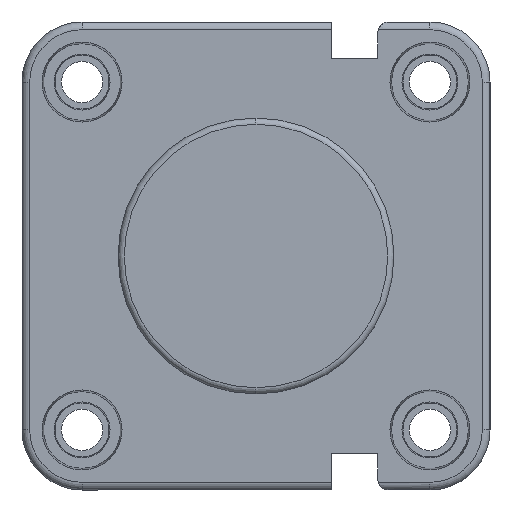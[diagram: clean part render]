
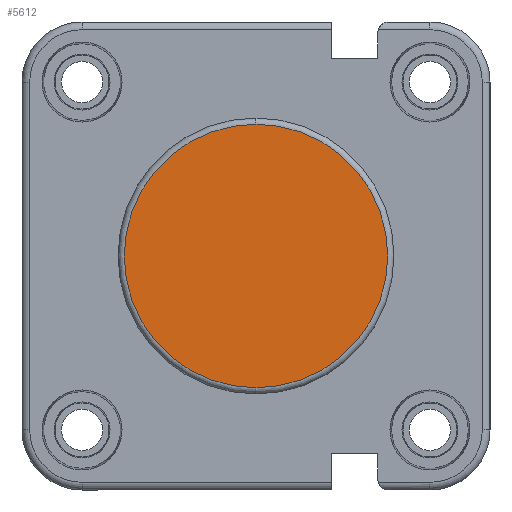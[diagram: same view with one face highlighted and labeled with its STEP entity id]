
A CAD part, left-side view. The second image highlights one B-rep face of the part: STEP entity #5612.
In plain terms, the highlighted planar face has unit normal (-1, 0, 0).
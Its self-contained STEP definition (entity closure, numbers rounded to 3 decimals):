
#230 = DIRECTION ( 'NONE',  ( 0., 0., 1. ) ) ;
#2843 = FACE_OUTER_BOUND ( 'NONE', #15725, .T. ) ;
#3206 = CARTESIAN_POINT ( 'NONE',  ( 0., 0., 0. ) ) ;
#3226 = PLANE ( 'NONE',  #5276 ) ;
#5104 = EDGE_CURVE ( 'NONE', #12144, #14380, #16380, .T. ) ;
#5276 = AXIS2_PLACEMENT_3D ( 'NONE', #8009, #12687, #230 ) ;
#5330 = CARTESIAN_POINT ( 'NONE',  ( 0., 0., 0. ) ) ;
#5612 = ADVANCED_FACE ( 'NONE', ( #2843 ), #3226, .T. ) ;
#5670 = CARTESIAN_POINT ( 'NONE',  ( 0., 0., 21.4 ) ) ;
#8009 = CARTESIAN_POINT ( 'NONE',  ( 0., 0., 0. ) ) ;
#8295 = DIRECTION ( 'NONE',  ( -1., 0., 0. ) ) ;
#10034 = EDGE_CURVE ( 'NONE', #14380, #12144, #10887, .T. ) ;
#10647 = ORIENTED_EDGE ( 'NONE', *, *, #5104, .T. ) ;
#10887 = CIRCLE ( 'NONE', #17268, 21.4 ) ;
#11075 = ORIENTED_EDGE ( 'NONE', *, *, #10034, .T. ) ;
#12144 = VERTEX_POINT ( 'NONE', #5670 ) ;
#12313 = AXIS2_PLACEMENT_3D ( 'NONE', #3206, #17201, #15536 ) ;
#12687 = DIRECTION ( 'NONE',  ( -1., 0., 0. ) ) ;
#14380 = VERTEX_POINT ( 'NONE', #19730 ) ;
#15536 = DIRECTION ( 'NONE',  ( 0., 0., 1. ) ) ;
#15725 = EDGE_LOOP ( 'NONE', ( #10647, #11075 ) ) ;
#15896 = DIRECTION ( 'NONE',  ( 0., 0., 1. ) ) ;
#16380 = CIRCLE ( 'NONE', #12313, 21.4 ) ;
#17201 = DIRECTION ( 'NONE',  ( -1., 0., 0. ) ) ;
#17268 = AXIS2_PLACEMENT_3D ( 'NONE', #5330, #8295, #15896 ) ;
#19730 = CARTESIAN_POINT ( 'NONE',  ( 0., 0., -21.4 ) ) ;
